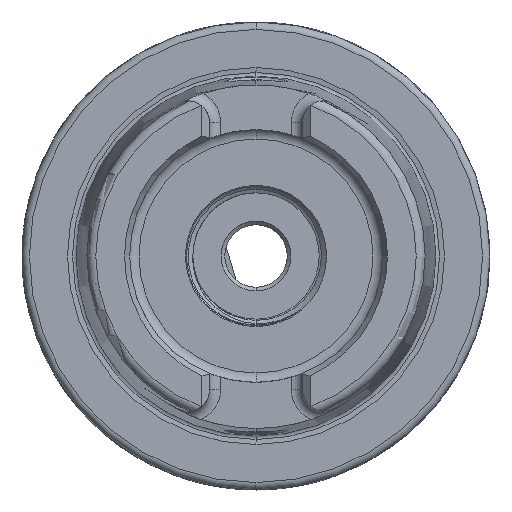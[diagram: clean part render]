
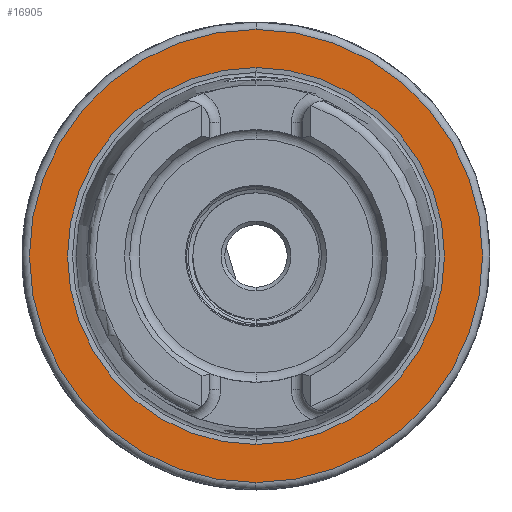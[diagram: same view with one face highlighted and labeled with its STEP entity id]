
A CAD part, left-side view. The second image highlights one B-rep face of the part: STEP entity #16905.
In plain terms, the highlighted planar face has unit normal (-1, 0, 0).
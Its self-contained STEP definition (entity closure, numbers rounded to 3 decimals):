
#643 = CARTESIAN_POINT ( 'NONE',  ( 0., 25.369, 0. ) ) ;
#651 = DIRECTION ( 'NONE',  ( 0., 0., 1. ) ) ;
#667 = DIRECTION ( 'NONE',  ( -1., 0., 0. ) ) ;
#674 = PLANE ( 'NONE',  #16457 ) ;
#2745 = VERTEX_POINT ( 'NONE', #23444 ) ;
#2751 = VERTEX_POINT ( 'NONE', #23376 ) ;
#2769 = VERTEX_POINT ( 'NONE', #23513 ) ;
#2786 = VERTEX_POINT ( 'NONE', #23552 ) ;
#3247 = ORIENTED_EDGE ( 'NONE', *, *, #8724, .T. ) ;
#3263 = ORIENTED_EDGE ( 'NONE', *, *, #27793, .T. ) ;
#3274 = ORIENTED_EDGE ( 'NONE', *, *, #7375, .T. ) ;
#3276 = ORIENTED_EDGE ( 'NONE', *, *, #8673, .T. ) ;
#4549 = CARTESIAN_POINT ( 'NONE',  ( 0., 0., 0. ) ) ;
#4577 = DIRECTION ( 'NONE',  ( 1., 0., 0. ) ) ;
#4585 = DIRECTION ( 'NONE',  ( 0., 0., -1. ) ) ;
#7375 = EDGE_CURVE ( 'NONE', #2769, #2751, #22875, .T. ) ;
#7916 = FACE_OUTER_BOUND ( 'NONE', #23894, .T. ) ;
#7938 = FACE_BOUND ( 'NONE', #24038, .T. ) ;
#7958 = CIRCLE ( 'NONE', #16473, 25.369 ) ;
#8673 = EDGE_CURVE ( 'NONE', #2786, #2745, #23130, .T. ) ;
#8724 = EDGE_CURVE ( 'NONE', #2751, #2769, #23138, .T. ) ;
#9118 = AXIS2_PLACEMENT_3D ( 'NONE', #18106, #18107, #18116 ) ;
#16457 = AXIS2_PLACEMENT_3D ( 'NONE', #643, #667, #651 ) ;
#16473 = AXIS2_PLACEMENT_3D ( 'NONE', #4549, #4577, #4585 ) ;
#16588 = AXIS2_PLACEMENT_3D ( 'NONE', #26430, #26465, #26475 ) ;
#16590 = AXIS2_PLACEMENT_3D ( 'NONE', #27354, #27349, #27383 ) ;
#16905 = ADVANCED_FACE ( 'NONE', ( #7916, #7938 ), #674, .T. ) ;
#18106 = CARTESIAN_POINT ( 'NONE',  ( 0., 0., 0. ) ) ;
#18107 = DIRECTION ( 'NONE',  ( -1., 0., 0. ) ) ;
#18116 = DIRECTION ( 'NONE',  ( 0., 0., 1. ) ) ;
#22875 = CIRCLE ( 'NONE', #9118, 30.5 ) ;
#23130 = CIRCLE ( 'NONE', #16590, 25.369 ) ;
#23138 = CIRCLE ( 'NONE', #16588, 30.5 ) ;
#23376 = CARTESIAN_POINT ( 'NONE',  ( 0., 0., 30.5 ) ) ;
#23444 = CARTESIAN_POINT ( 'NONE',  ( 0., 0., -25.369 ) ) ;
#23513 = CARTESIAN_POINT ( 'NONE',  ( 0., 0., -30.5 ) ) ;
#23552 = CARTESIAN_POINT ( 'NONE',  ( 0., 0., 25.369 ) ) ;
#23894 = EDGE_LOOP ( 'NONE', ( #3247, #3274 ) ) ;
#24038 = EDGE_LOOP ( 'NONE', ( #3276, #3263 ) ) ;
#26430 = CARTESIAN_POINT ( 'NONE',  ( 0., 0., 0. ) ) ;
#26465 = DIRECTION ( 'NONE',  ( -1., 0., 0. ) ) ;
#26475 = DIRECTION ( 'NONE',  ( 0., 0., 1. ) ) ;
#27349 = DIRECTION ( 'NONE',  ( 1., 0., 0. ) ) ;
#27354 = CARTESIAN_POINT ( 'NONE',  ( 0., 0., 0. ) ) ;
#27383 = DIRECTION ( 'NONE',  ( 0., 0., -1. ) ) ;
#27793 = EDGE_CURVE ( 'NONE', #2745, #2786, #7958, .T. ) ;
